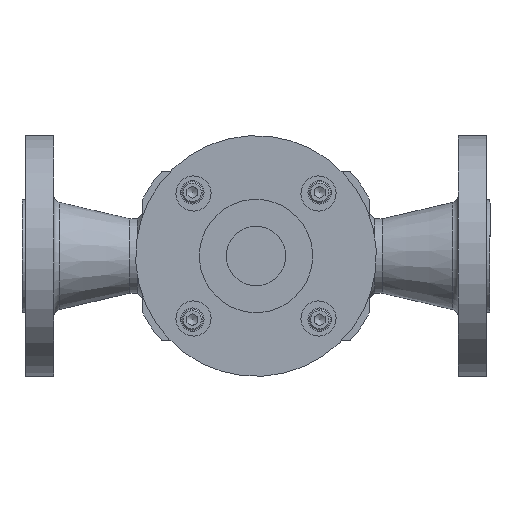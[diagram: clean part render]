
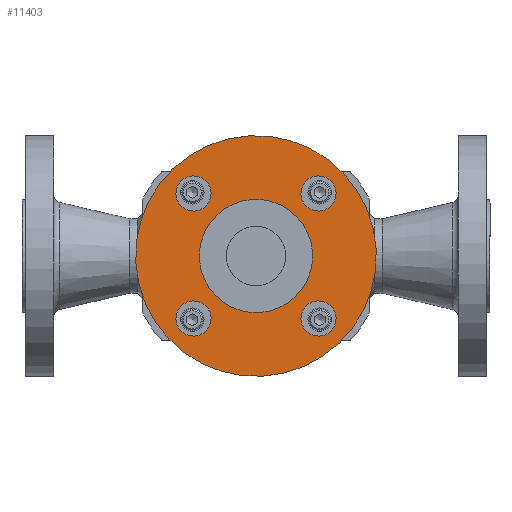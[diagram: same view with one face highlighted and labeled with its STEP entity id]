
A CAD part, front view. The second image highlights one B-rep face of the part: STEP entity #11403.
In plain terms, the highlighted planar face has unit normal (0, -1, 0).
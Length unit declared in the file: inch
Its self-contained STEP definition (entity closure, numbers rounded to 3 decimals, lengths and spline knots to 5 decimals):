
#11188=CARTESIAN_POINT('',(1.40055,-2.0675,-1.19036));
#11189=VERTEX_POINT('',#11188);
#11190=CARTESIAN_POINT('',(1.10309,-2.0675,-1.10309));
#11191=DIRECTION('',(0.,-1.0,0.));
#11192=DIRECTION('',(-0.707,0.,-0.707));
#11193=AXIS2_PLACEMENT_3D('',#11190,#11191,#11192);
#11194=CIRCLE('',#11193,0.31);
#11195=EDGE_CURVE('',#11189,#11189,#11194,.T.);
#11208=CARTESIAN_POINT('',(1.19036,-2.0675,1.40055));
#11209=VERTEX_POINT('',#11208);
#11210=CARTESIAN_POINT('',(1.10309,-2.0675,1.10309));
#11211=DIRECTION('',(0.,-1.0,0.));
#11212=DIRECTION('',(-0.707,0.,-0.707));
#11213=AXIS2_PLACEMENT_3D('',#11210,#11211,#11212);
#11214=CIRCLE('',#11213,0.31);
#11215=EDGE_CURVE('',#11209,#11209,#11214,.T.);
#11228=CARTESIAN_POINT('',(-1.40055,-2.0675,1.19036));
#11229=VERTEX_POINT('',#11228);
#11230=CARTESIAN_POINT('',(-1.10309,-2.0675,1.10309));
#11231=DIRECTION('',(0.,-1.0,0.));
#11232=DIRECTION('',(-0.707,0.,-0.707));
#11233=AXIS2_PLACEMENT_3D('',#11230,#11231,#11232);
#11234=CIRCLE('',#11233,0.31);
#11235=EDGE_CURVE('',#11229,#11229,#11234,.T.);
#11256=CARTESIAN_POINT('',(-0.95955,-2.0675,0.28154));
#11257=VERTEX_POINT('',#11256);
#11258=CARTESIAN_POINT('',(0.,-2.0675,0.));
#11259=DIRECTION('',(0.,-1.0,0.));
#11260=DIRECTION('',(-0.707,0.,-0.707));
#11261=AXIS2_PLACEMENT_3D('',#11258,#11259,#11260);
#11262=CIRCLE('',#11261,1.);
#11263=EDGE_CURVE('',#11257,#11257,#11262,.T.);
#11345=CARTESIAN_POINT('',(-2.03904,-2.0675,0.59827));
#11346=VERTEX_POINT('',#11345);
#11347=CARTESIAN_POINT('',(0.,-2.0675,0.));
#11348=DIRECTION('',(0.,-1.,0.));
#11349=DIRECTION('',(-0.707,0.,-0.707));
#11350=AXIS2_PLACEMENT_3D('',#11347,#11348,#11349);
#11351=CIRCLE('',#11350,2.125);
#11352=EDGE_CURVE('',#11346,#11346,#11351,.T.);
#11368=CARTESIAN_POINT('',(-1.19036,-2.0675,-1.40055));
#11369=VERTEX_POINT('',#11368);
#11370=CARTESIAN_POINT('',(-1.10309,-2.0675,-1.10309));
#11371=DIRECTION('',(0.,-1.0,0.));
#11372=DIRECTION('',(-0.707,0.,-0.707));
#11373=AXIS2_PLACEMENT_3D('',#11370,#11371,#11372);
#11374=CIRCLE('',#11373,0.31);
#11375=EDGE_CURVE('',#11369,#11369,#11374,.T.);
#11380=CARTESIAN_POINT('',(-0.70711,-2.0675,0.70711));
#11381=DIRECTION('',(0.0,-1.0,0.0));
#11382=DIRECTION('',(0.707,0.0,0.707));
#11383=AXIS2_PLACEMENT_3D('',#11380,#11381,#11382);
#11384=PLANE('',#11383);
#11385=ORIENTED_EDGE('',*,*,#11352,.T.);
#11386=EDGE_LOOP('',(#11385));
#11387=FACE_OUTER_BOUND('',#11386,.T.);
#11388=ORIENTED_EDGE('',*,*,#11235,.F.);
#11389=EDGE_LOOP('',(#11388));
#11390=FACE_BOUND('',#11389,.T.);
#11391=ORIENTED_EDGE('',*,*,#11215,.F.);
#11392=EDGE_LOOP('',(#11391));
#11393=FACE_BOUND('',#11392,.T.);
#11394=ORIENTED_EDGE('',*,*,#11195,.F.);
#11395=EDGE_LOOP('',(#11394));
#11396=FACE_BOUND('',#11395,.T.);
#11397=ORIENTED_EDGE('',*,*,#11263,.F.);
#11398=EDGE_LOOP('',(#11397));
#11399=FACE_BOUND('',#11398,.T.);
#11400=ORIENTED_EDGE('',*,*,#11375,.F.);
#11401=EDGE_LOOP('',(#11400));
#11402=FACE_BOUND('',#11401,.T.);
#11403=ADVANCED_FACE('',(#11387,#11390,#11393,#11396,#11399,#11402),#11384,.T.);
